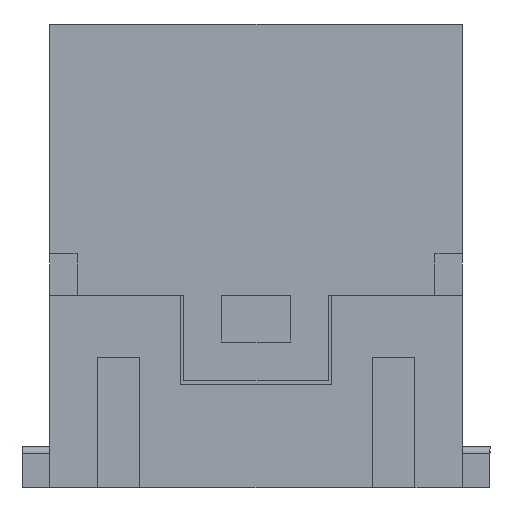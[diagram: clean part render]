
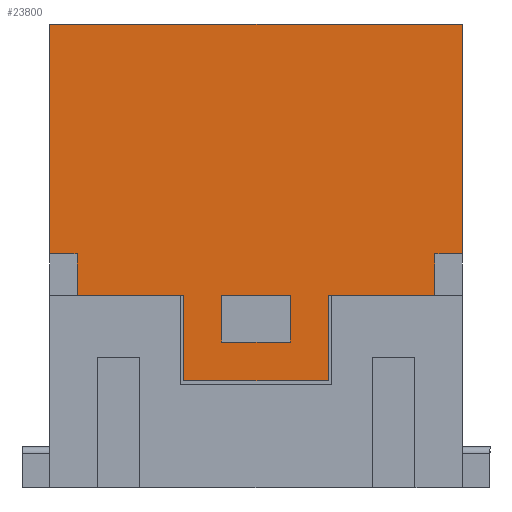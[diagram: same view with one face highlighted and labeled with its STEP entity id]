
A CAD part, left-side view. The second image highlights one B-rep face of the part: STEP entity #23800.
In plain terms, the highlighted planar face has unit normal (-1, 0, 0).
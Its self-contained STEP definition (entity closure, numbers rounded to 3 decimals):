
#4700=CARTESIAN_POINT('',(41.348,60.757,
-4.559));
#4710=DIRECTION('',(0.,0.,1.));
#4720=VECTOR('',#4710,1.);
#4730=LINE('',#4700,#4720);
#4740=CARTESIAN_POINT('',(41.348,60.757,-32.));
#4750=VERTEX_POINT('',#4740);
#4760=CARTESIAN_POINT('',(41.348,60.757,-30.));
#4770=VERTEX_POINT('',#4760);
#4780=EDGE_CURVE('',#4750,#4770,#4730,.T.);
#9320=CARTESIAN_POINT('',(41.348,63.757,-11.75))
;
#9330=VERTEX_POINT('',#9320);
#9360=CARTESIAN_POINT('',(41.348,58.057,-11.75))
;
#9370=DIRECTION('',(0.,1.,0.));
#9380=VECTOR('',#9370,1.);
#9390=LINE('',#9360,#9380);
#9400=CARTESIAN_POINT('',(41.348,69.957,-11.75))
;
#9410=VERTEX_POINT('',#9400);
#9420=EDGE_CURVE('',#9330,#9410,#9390,.T.);
#16980=CARTESIAN_POINT('',(41.348,0.,
-4.));
#16990=DIRECTION('',(0.,1.,0.));
#17000=VECTOR('',#16990,1.);
#17010=LINE('',#16980,#17000);
#17020=CARTESIAN_POINT('',(41.348,60.757,-4.)
);
#17030=VERTEX_POINT('',#17020);
#17040=CARTESIAN_POINT('',(41.348,63.757,-4.)
);
#17050=VERTEX_POINT('',#17040);
#17060=EDGE_CURVE('',#17030,#17050,#17010,.T.);
#22740=CARTESIAN_POINT('',(41.348,78.257,-32.)
);
#22750=DIRECTION('',(-1.,0.,0.));
#22760=DIRECTION('',(0.,0.,-1.));
#22770=AXIS2_PLACEMENT_3D('',#22740,#22750,#22760);
#22780=PLANE('',#22770);
#22790=CARTESIAN_POINT('',(41.348,67.157,-4.559)
);
#22800=DIRECTION('',(0.,0.,-1.));
#22810=VECTOR('',#22800,1.);
#22820=LINE('',#22790,#22810);
#22830=CARTESIAN_POINT('',(41.348,67.157,-14.5)
);
#22840=VERTEX_POINT('',#22830);
#22850=CARTESIAN_POINT('',(41.348,67.157,-19.5)
);
#22860=VERTEX_POINT('',#22850);
#22870=EDGE_CURVE('',#22840,#22860,#22820,.T.);
#22880=ORIENTED_EDGE('',*,*,#22870,.F.);
#22890=CARTESIAN_POINT('',(41.348,58.057,-19.5)
);
#22900=DIRECTION('',(0.,-1.,0.));
#22910=VECTOR('',#22900,1.);
#22920=LINE('',#22890,#22910);
#22930=CARTESIAN_POINT('',(41.348,63.757,-19.5)
);
#22940=VERTEX_POINT('',#22930);
#22950=EDGE_CURVE('',#22860,#22940,#22920,.T.);
#22960=ORIENTED_EDGE('',*,*,#22950,.F.);
#22970=CARTESIAN_POINT('',(41.348,63.757,-4.559)
);
#22980=DIRECTION('',(0.,0.,-1.));
#22990=VECTOR('',#22980,1.);
#23000=LINE('',#22970,#22990);
#23010=CARTESIAN_POINT('',(41.348,63.757,-14.5)
);
#23020=VERTEX_POINT('',#23010);
#23030=EDGE_CURVE('',#23020,#22940,#23000,.T.);
#23040=ORIENTED_EDGE('',*,*,#23030,.T.);
#23050=CARTESIAN_POINT('',(41.348,58.057,-14.5)
);
#23060=DIRECTION('',(0.,1.,0.));
#23070=VECTOR('',#23060,1.);
#23080=LINE('',#23050,#23070);
#23090=EDGE_CURVE('',#23020,#22840,#23080,.T.);
#23100=ORIENTED_EDGE('',*,*,#23090,.F.);
#23110=EDGE_LOOP('',(#23100,#23040,#22960,#22880));
#23120=FACE_BOUND('',#23110,.T.);
#23130=ORIENTED_EDGE('',*,*,#4780,.F.);
#23140=CARTESIAN_POINT('',(41.348,0.,
-30.));
#23150=DIRECTION('',(0.,1.,0.));
#23160=VECTOR('',#23150,1.);
#23170=LINE('',#23140,#23160);
#23180=CARTESIAN_POINT('',(41.348,63.757,-30.)
);
#23190=VERTEX_POINT('',#23180);
#23200=EDGE_CURVE('',#4770,#23190,#23170,.T.);
#23210=ORIENTED_EDGE('',*,*,#23200,.F.);
#23220=CARTESIAN_POINT('',(41.348,63.757,-4.559)
);
#23230=DIRECTION('',(0.,0.,-1.));
#23240=VECTOR('',#23230,1.);
#23250=LINE('',#23220,#23240);
#23260=CARTESIAN_POINT('',(41.348,63.757,-22.25)
);
#23270=VERTEX_POINT('',#23260);
#23280=EDGE_CURVE('',#23270,#23190,#23250,.T.);
#23290=ORIENTED_EDGE('',*,*,#23280,.T.);
#23300=CARTESIAN_POINT('',(41.348,58.057,-22.25)
);
#23310=DIRECTION('',(0.,-1.,0.));
#23320=VECTOR('',#23310,1.);
#23330=LINE('',#23300,#23320);
#23340=CARTESIAN_POINT('',(41.348,69.957,-22.25)
);
#23350=VERTEX_POINT('',#23340);
#23360=EDGE_CURVE('',#23350,#23270,#23330,.T.);
#23370=ORIENTED_EDGE('',*,*,#23360,.T.);
#23380=CARTESIAN_POINT('',(41.348,69.957,-4.559)
);
#23390=DIRECTION('',(0.,0.,-1.));
#23400=VECTOR('',#23390,1.);
#23410=LINE('',#23380,#23400);
#23420=EDGE_CURVE('',#9410,#23350,#23410,.T.);
#23430=ORIENTED_EDGE('',*,*,#23420,.T.);
#23440=ORIENTED_EDGE('',*,*,#9420,.T.);
#23450=CARTESIAN_POINT('',(41.348,63.757,-4.559)
);
#23460=DIRECTION('',(0.,0.,-1.));
#23470=VECTOR('',#23460,1.);
#23480=LINE('',#23450,#23470);
#23490=EDGE_CURVE('',#17050,#9330,#23480,.T.);
#23500=ORIENTED_EDGE('',*,*,#23490,.T.);
#23510=ORIENTED_EDGE('',*,*,#17060,.T.);
#23520=CARTESIAN_POINT('',(41.348,60.757,-2.)
);
#23530=VERTEX_POINT('',#23520);
#23540=EDGE_CURVE('',#17030,#23530,#4730,.T.);
#23550=ORIENTED_EDGE('',*,*,#23540,.F.);
#23560=CARTESIAN_POINT('',(41.348,58.057,-2.))
;
#23570=DIRECTION('',(0.,-1.,0.));
#23580=VECTOR('',#23570,1.);
#23590=LINE('',#23560,#23580);
#23600=CARTESIAN_POINT('',(41.348,44.057,-2.)
);
#23610=VERTEX_POINT('',#23600);
#23620=EDGE_CURVE('',#23530,#23610,#23590,.T.);
#23630=ORIENTED_EDGE('',*,*,#23620,.F.);
#23640=CARTESIAN_POINT('',(41.348,44.057,-4.559)
);
#23650=DIRECTION('',(0.,0.,1.));
#23660=VECTOR('',#23650,1.);
#23670=LINE('',#23640,#23660);
#23680=CARTESIAN_POINT('',(41.348,44.057,-32.)
);
#23690=VERTEX_POINT('',#23680);
#23700=EDGE_CURVE('',#23690,#23610,#23670,.T.);
#23710=ORIENTED_EDGE('',*,*,#23700,.T.);
#23720=CARTESIAN_POINT('',(41.348,58.057,-32.));
#23730=DIRECTION('',(0.,1.,0.));
#23740=VECTOR('',#23730,1.);
#23750=LINE('',#23720,#23740);
#23760=EDGE_CURVE('',#23690,#4750,#23750,.T.);
#23770=ORIENTED_EDGE('',*,*,#23760,.F.);
#23780=EDGE_LOOP('',(#23770,#23710,#23630,#23550,#23510,#23500,#23440,
#23430,#23370,#23290,#23210,#23130));
#23790=FACE_OUTER_BOUND('',#23780,.T.);
#23800=ADVANCED_FACE('',(#23120,#23790),#22780,.T.);
